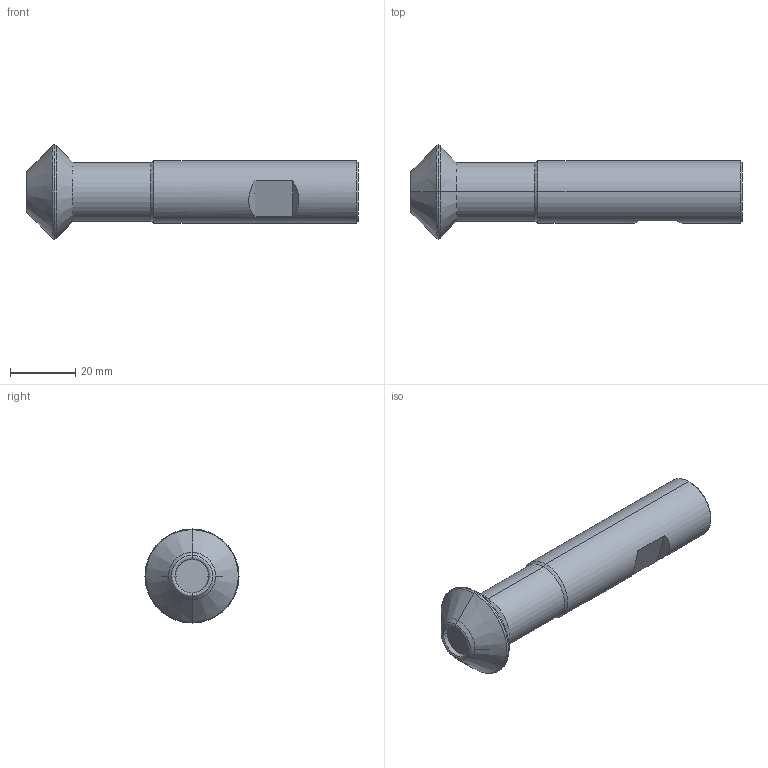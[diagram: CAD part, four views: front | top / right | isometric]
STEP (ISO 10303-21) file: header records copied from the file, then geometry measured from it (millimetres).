
FILE_DESCRIPTION (( 'STEP AP203' ), '1' );
FILE_NAME ('01-0767.STEP', '2024-02-06T18:47:17', ( '' ), ( '' ), 'SwSTEP 2.0', 'SolidWorks 2022', '' );
FILE_SCHEMA (( 'CONFIG_CONTROL_DESIGN' ));
Length unit declared in the file: inch
Products named in the file (3): 01-0767; luol2D80841Bf0es; luol2D80841Bf0es_2
Assembly tree (2 placements, depth 2):
  01-0767
    luol2D80841Bf0es
    luol2D80841Bf0es_2
Bounding box: 101.83 x 28.87 x 28.87 mm (x, y, z)
Volume: 34238.1 mm3; surface area: 8791.6 mm2
Topology: 2 solids, 2 shells, 43 faces, 92 edges, 51 vertices
Faces by surface type: cone 20, bspline 12, cylinder 6, plane 5
Entity records: 1593 total; most frequent: CARTESIAN_POINT 375, DIRECTION 218, ORIENTED_EDGE 180, AXIS2_PLACEMENT_3D 94, EDGE_CURVE 90, CIRCLE 58, VERTEX_POINT 51, EDGE_LOOP 45
